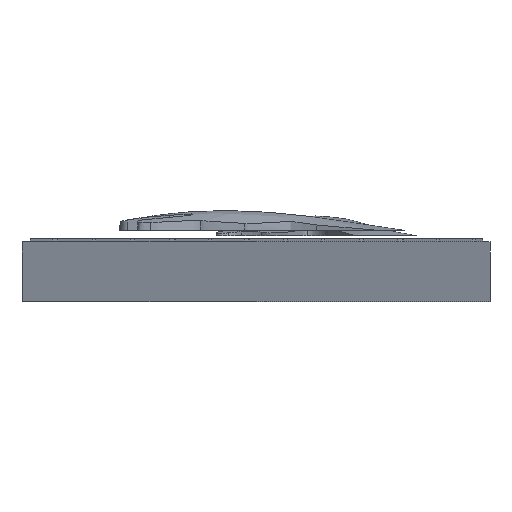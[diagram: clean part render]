
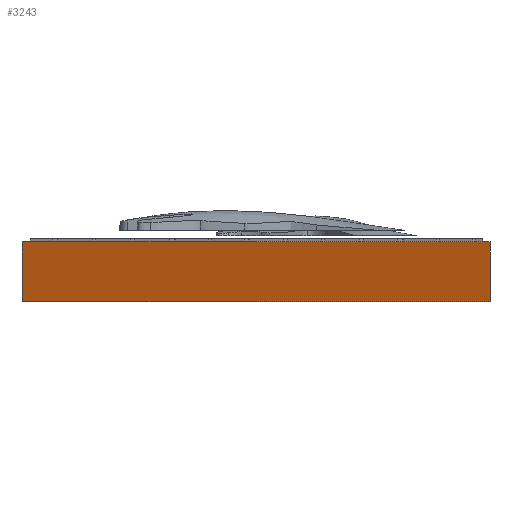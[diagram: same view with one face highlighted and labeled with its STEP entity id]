
A CAD part, left-side view. The second image highlights one B-rep face of the part: STEP entity #3243.
In plain terms, the highlighted planar face has unit normal (-0.91, 0.415, 0).
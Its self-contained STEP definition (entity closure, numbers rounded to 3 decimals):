
#648=PLANE('',#27834);
#3243=ADVANCED_FACE('',(#5195),#648,.T.);
#5195=FACE_OUTER_BOUND('',#7147,.T.);
#7147=EDGE_LOOP('',(#9311,#9312,#9313,#9314));
#9311=ORIENTED_EDGE('',*,*,#17055,.T.);
#9312=ORIENTED_EDGE('',*,*,#17056,.T.);
#9313=ORIENTED_EDGE('',*,*,#17057,.F.);
#9314=ORIENTED_EDGE('',*,*,#17058,.F.);
#17055=EDGE_CURVE('',#25228,#25229,#21010,.T.);
#17056=EDGE_CURVE('',#25229,#25230,#21011,.T.);
#17057=EDGE_CURVE('',#25231,#25230,#21012,.T.);
#17058=EDGE_CURVE('',#25228,#25231,#21013,.T.);
#21010=B_SPLINE_CURVE_WITH_KNOTS('',1,(#33801,#33802),.UNSPECIFIED.,.F.,
 .F.,(2,2),(-102.882,-102.142),.UNSPECIFIED.);
#21011=B_SPLINE_CURVE_WITH_KNOTS('',1,(#33803,#33804),.UNSPECIFIED.,.F.,
 .F.,(2,2),(0.,7.),.UNSPECIFIED.);
#21012=B_SPLINE_CURVE_WITH_KNOTS('',1,(#33805,#33806),.UNSPECIFIED.,.F.,
 .F.,(2,2),(-102.882,-102.142),.UNSPECIFIED.);
#21013=B_SPLINE_CURVE_WITH_KNOTS('',1,(#33807,#33808),.UNSPECIFIED.,.F.,
 .F.,(2,2),(0.,7.),.UNSPECIFIED.);
#25228=VERTEX_POINT('',#33795);
#25229=VERTEX_POINT('',#33796);
#25230=VERTEX_POINT('',#33797);
#25231=VERTEX_POINT('',#33798);
#27834=AXIS2_PLACEMENT_3D('',#33790,#29735,$);
#29735=DIRECTION('',(-0.91,0.415,0.));
#33790=CARTESIAN_POINT('',(1101.574,-78.181,0.));
#33795=CARTESIAN_POINT('',(1101.574,-78.181,0.));
#33796=CARTESIAN_POINT('',(1126.634,-23.216,0.));
#33797=CARTESIAN_POINT('',(1126.634,-23.216,-7.));
#33798=CARTESIAN_POINT('',(1101.574,-78.181,-7.));
#33801=CARTESIAN_POINT('',(1101.574,-78.181,0.));
#33802=CARTESIAN_POINT('',(1126.634,-23.216,0.));
#33803=CARTESIAN_POINT('',(1126.634,-23.216,0.));
#33804=CARTESIAN_POINT('',(1126.634,-23.216,-7.));
#33805=CARTESIAN_POINT('',(1101.574,-78.181,-7.));
#33806=CARTESIAN_POINT('',(1126.634,-23.216,-7.));
#33807=CARTESIAN_POINT('',(1101.574,-78.181,0.));
#33808=CARTESIAN_POINT('',(1101.574,-78.181,-7.));
